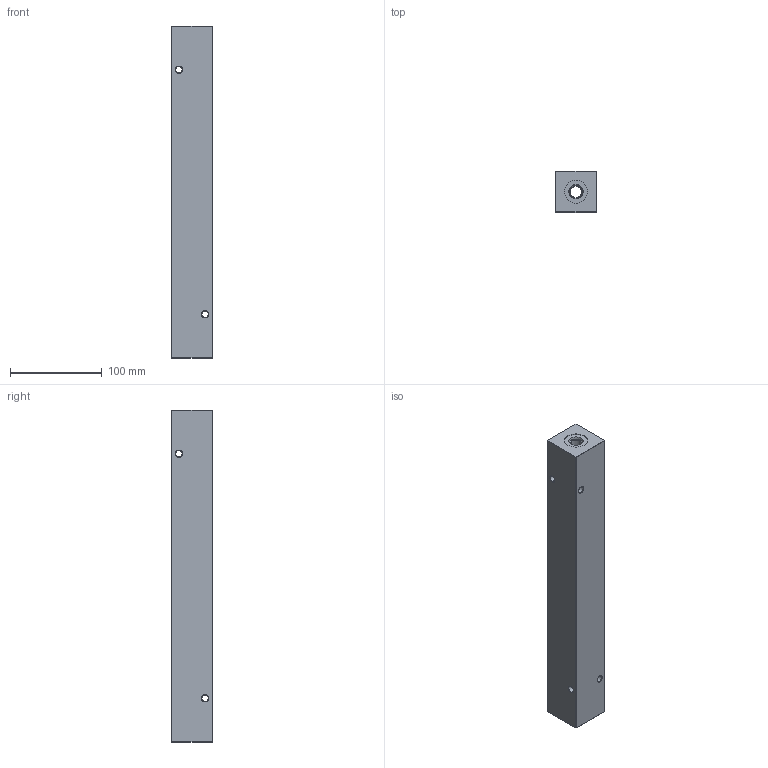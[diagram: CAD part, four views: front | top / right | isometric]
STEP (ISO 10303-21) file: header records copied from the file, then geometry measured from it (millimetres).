
FILE_DESCRIPTION (( 'STEP AP203' ), '1' );
FILE_NAME ('HM-8-0-S-6-4.STEP', '2020-09-28T21:57:30', ( '' ), ( '' ), 'SwSTEP 2.0', 'SolidWorks 2019', '' );
FILE_SCHEMA (( 'CONFIG_CONTROL_DESIGN' ));
Length unit declared in the file: inch
Products named in the file (1): HM-8-0-S-6-4
Bounding box: 44.45 x 44.45 x 361.95 mm (x, y, z)
Volume: 649289.4 mm3; surface area: 88811.4 mm2
Topology: 1 solids, 1 shells, 582 faces, 1485 edges, 948 vertices
Faces by surface type: plane 238, bspline 194, cone 76, cylinder 74
Entity records: 27226 total; most frequent: CARTESIAN_POINT 14354, ORIENTED_EDGE 2970, DIRECTION 2005, EDGE_CURVE 1485, VERTEX_POINT 948, LINE 871, VECTOR 871, EDGE_LOOP 655
